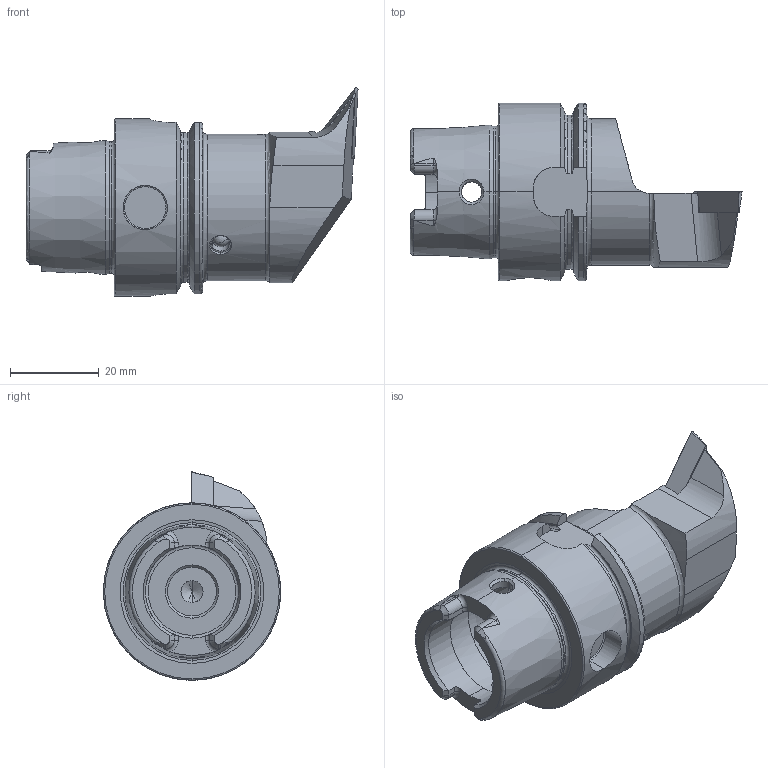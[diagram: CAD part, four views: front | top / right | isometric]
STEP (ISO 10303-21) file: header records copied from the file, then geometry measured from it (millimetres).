
FILE_DESCRIPTION (( 'STEP AP203' ), '1' );
FILE_NAME ('HA4-KVB.LUA.055.STEP', '2013-10-25T07:10:00', ( 'baer' ), ( 'Hewlett-Packard Company' ), 'SwSTEP 2.0', 'SolidWorks 2012', '' );
FILE_SCHEMA (( 'CONFIG_CONTROL_DESIGN' ));
Length unit declared in the file: millimetre
Products named in the file (5): HA4-KVB.LUA.055; KVT_MB_600_050; VCMT160404; WCB-ER2.001.009_A; HA4-KVB.LUA.055_B_Fertigbearbeitung
Assembly tree (4 placements, depth 2):
  HA4-KVB.LUA.055
    HA4-KVB.LUA.055_B_Fertigbearbeitung
    WCB-ER2.001.009_A
    VCMT160404
    KVT_MB_600_050
Bounding box: 74.9 x 40 x 47.03 mm (x, y, z)
Volume: 41364.8 mm3; surface area: 14120 mm2
Topology: 5 solids, 5 shells, 317 faces, 812 edges, 497 vertices
Faces by surface type: cylinder 92, plane 82, cone 79, torus 40, bspline 20, sphere 4
Entity records: 11802 total; most frequent: CARTESIAN_POINT 4033, ORIENTED_EDGE 1590, DIRECTION 1448, EDGE_CURVE 795, AXIS2_PLACEMENT_3D 579, VERTEX_POINT 494, EDGE_LOOP 333, FACE_OUTER_BOUND 317
